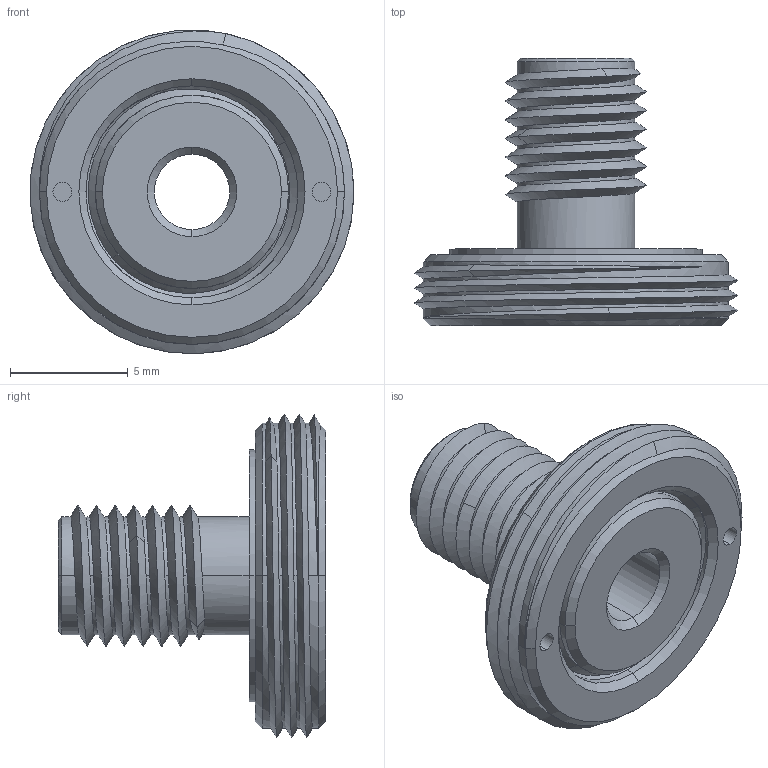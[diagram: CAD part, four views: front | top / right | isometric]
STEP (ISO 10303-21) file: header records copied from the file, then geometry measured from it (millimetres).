
FILE_DESCRIPTION((''),'2;1');
FILE_NAME('SM05-SMA_ASM','2020-11-23T',('Administrator'),(''),'CREO PARAMETRIC BY PTC INC, 2015290','CREO PARAMETRIC BY PTC INC, 2015290','');
FILE_SCHEMA(('CONFIG_CONTROL_DESIGN'));
Length unit declared in the file: millimetre
Products named in the file (3): SM05; SMA; SM05-SMA_ASM
Assembly tree (2 placements, depth 2):
  SM05-SMA_ASM
    SM05
    SMA
Bounding box: 13.75 x 11.35 x 13.74 mm (x, y, z)
Volume: 468.6 mm3; surface area: 981 mm2
Topology: 2 solids, 2 shells, 97 faces, 251 edges, 162 vertices
Faces by surface type: cylinder 45, bspline 26, cone 14, plane 12
Entity records: 6413 total; most frequent: CARTESIAN_POINT 4186, ORIENTED_EDGE 502, DIRECTION 354, EDGE_CURVE 251, VERTEX_POINT 162, AXIS2_PLACEMENT_3D 131, EDGE_LOOP 105, B_SPLINE_CURVE_WITH_KNOTS 104
